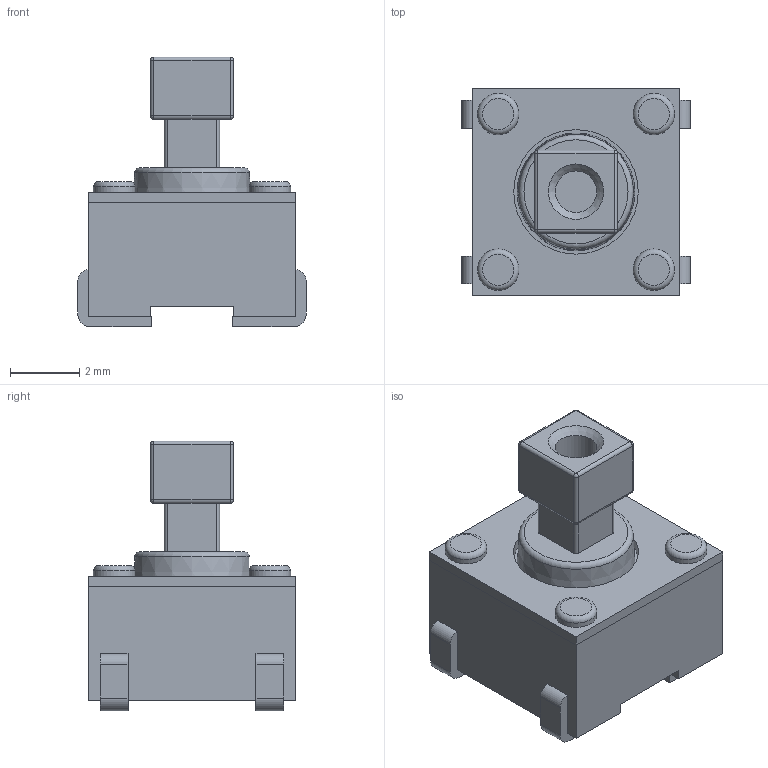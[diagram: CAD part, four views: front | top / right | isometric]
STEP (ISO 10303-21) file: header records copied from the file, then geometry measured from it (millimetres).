
FILE_DESCRIPTION(('HOOPS Exchange Step'),'2;1');
FILE_NAME('temp_export','2024-09-20T15:46:47+03:00',('o.kravchenko'),('Shapr3D Limited'),'HOOPS Exchange 2024.2','Shapr3D','Authorized');
FILE_SCHEMA( ('AP242_MANAGED_MODEL_BASED_3D_ENGINEERING_MIM_LF {1 0 10303 442 1 1 4 }') );
Length unit declared in the file: millimetre
Products named in the file (1): root
Bounding box: 6.6 x 6 x 7.8 mm (x, y, z)
Volume: 144 mm3; surface area: 302.1 mm2
Topology: 3 solids, 3 shells, 127 faces, 315 edges, 194 vertices
Faces by surface type: plane 78, cylinder 34, sphere 8, torus 5, cone 2
Full cylindrical faces by diameter (mm): 1.2 x5, 3.6 x1
Entity records: 3778 total; most frequent: DIRECTION 652, CARTESIAN_POINT 630, ORIENTED_EDGE 614, EDGE_CURVE 307, VECTOR 220, LINE 220, AXIS2_PLACEMENT_3D 216, VERTEX_POINT 194
